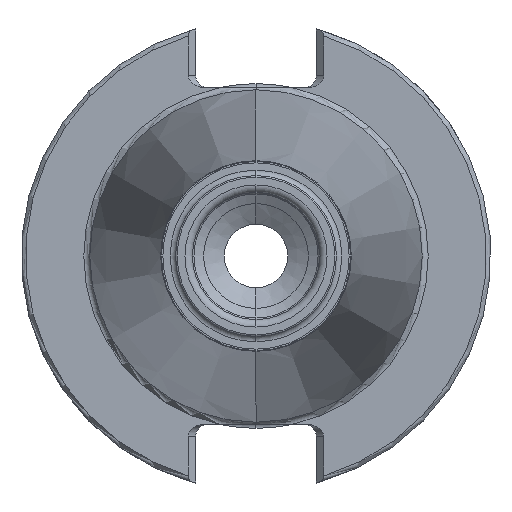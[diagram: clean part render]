
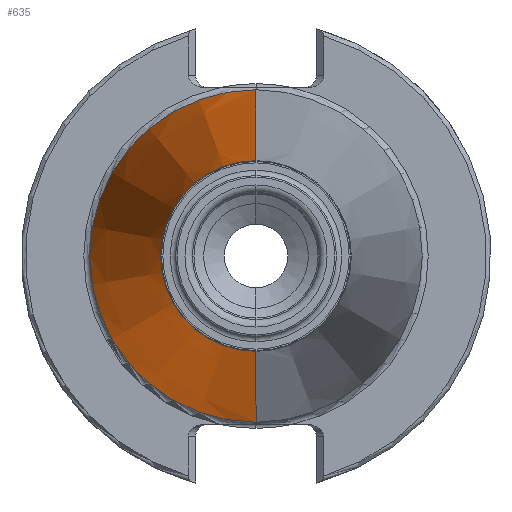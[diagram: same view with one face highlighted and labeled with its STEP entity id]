
A CAD part, left-side view. The second image highlights one B-rep face of the part: STEP entity #635.
In plain terms, the highlighted conical face has half-angle 8.297 degrees and reference radius 22.225 mm.
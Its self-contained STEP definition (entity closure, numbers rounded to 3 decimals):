
#142 = AXIS2_PLACEMENT_3D ( 'NONE', #2897, #2638, #367 ) ;
#144 = LINE ( 'NONE', #4628, #1969 ) ;
#286 = CIRCLE ( 'NONE', #544, 22.225 ) ;
#303 = EDGE_LOOP ( 'NONE', ( #1785, #4640, #1671, #4523 ) ) ;
#367 = DIRECTION ( 'NONE',  ( 0., 0., -1. ) ) ;
#446 = DIRECTION ( 'NONE',  ( -1., 0., 0. ) ) ;
#544 = AXIS2_PLACEMENT_3D ( 'NONE', #4000, #1738, #4344 ) ;
#558 = DIRECTION ( 'NONE',  ( 0.99, 0., 0.144 ) ) ;
#635 = ADVANCED_FACE ( 'NONE', ( #1646 ), #3533, .T. ) ;
#677 = EDGE_CURVE ( 'NONE', #1496, #4576, #797, .T. ) ;
#797 = LINE ( 'NONE', #1338, #2522 ) ;
#1015 = CARTESIAN_POINT ( 'NONE',  ( -64.988, 0., 12.748 ) ) ;
#1338 = CARTESIAN_POINT ( 'NONE',  ( 0., 0., -22.225 ) ) ;
#1496 = VERTEX_POINT ( 'NONE', #4505 ) ;
#1519 = VERTEX_POINT ( 'NONE', #4475 ) ;
#1646 = FACE_OUTER_BOUND ( 'NONE', #303, .T. ) ;
#1671 = ORIENTED_EDGE ( 'NONE', *, *, #4472, .T. ) ;
#1738 = DIRECTION ( 'NONE',  ( -1., 0., 0. ) ) ;
#1785 = ORIENTED_EDGE ( 'NONE', *, *, #1852, .F. ) ;
#1786 = CARTESIAN_POINT ( 'NONE',  ( 0., 0., -22.225 ) ) ;
#1852 = EDGE_CURVE ( 'NONE', #2318, #1496, #3412, .T. ) ;
#1969 = VECTOR ( 'NONE', #558, 1000. ) ;
#2262 = EDGE_CURVE ( 'NONE', #2318, #1519, #144, .T. ) ;
#2318 = VERTEX_POINT ( 'NONE', #1015 ) ;
#2522 = VECTOR ( 'NONE', #4011, 1000. ) ;
#2638 = DIRECTION ( 'NONE',  ( 1., 0., 0. ) ) ;
#2670 = CARTESIAN_POINT ( 'NONE',  ( -64.988, 0., 0. ) ) ;
#2897 = CARTESIAN_POINT ( 'NONE',  ( 0., 0., 0. ) ) ;
#3059 = DIRECTION ( 'NONE',  ( 0., 0., 1. ) ) ;
#3412 = CIRCLE ( 'NONE', #4112, 12.748 ) ;
#3533 = CONICAL_SURFACE ( 'NONE', #142, 22.225, 0.145 ) ;
#4000 = CARTESIAN_POINT ( 'NONE',  ( 0., 0., 0. ) ) ;
#4011 = DIRECTION ( 'NONE',  ( 0.99, 0., -0.144 ) ) ;
#4112 = AXIS2_PLACEMENT_3D ( 'NONE', #2670, #446, #3059 ) ;
#4344 = DIRECTION ( 'NONE',  ( 0., 0., 1. ) ) ;
#4472 = EDGE_CURVE ( 'NONE', #1519, #4576, #286, .T. ) ;
#4475 = CARTESIAN_POINT ( 'NONE',  ( 0., 0., 22.225 ) ) ;
#4505 = CARTESIAN_POINT ( 'NONE',  ( -64.988, 0., -12.748 ) ) ;
#4523 = ORIENTED_EDGE ( 'NONE', *, *, #677, .F. ) ;
#4576 = VERTEX_POINT ( 'NONE', #1786 ) ;
#4628 = CARTESIAN_POINT ( 'NONE',  ( 0., 0., 22.225 ) ) ;
#4640 = ORIENTED_EDGE ( 'NONE', *, *, #2262, .T. ) ;
